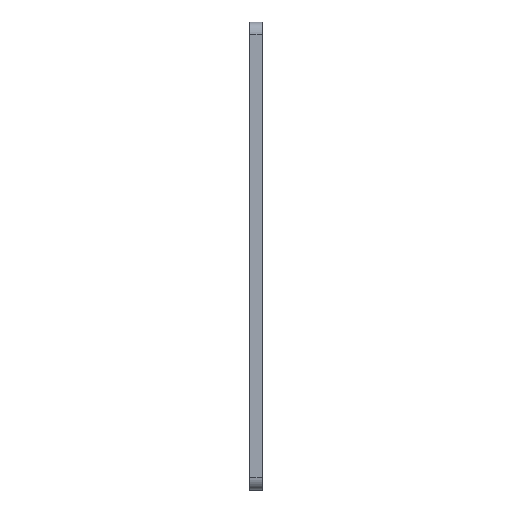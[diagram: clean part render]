
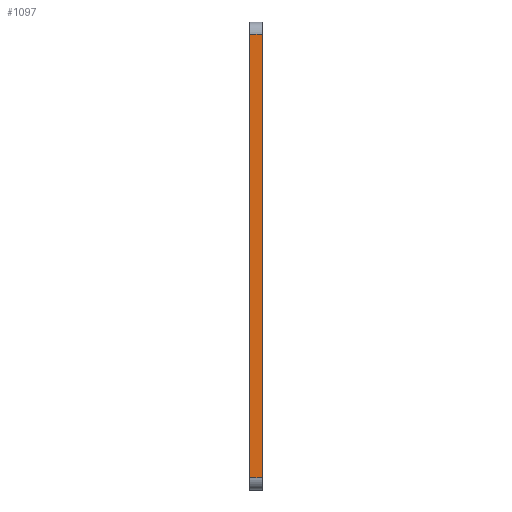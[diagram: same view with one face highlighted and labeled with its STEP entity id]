
A CAD part, left-side view. The second image highlights one B-rep face of the part: STEP entity #1097.
In plain terms, the highlighted planar face has unit normal (-1, 0, 0).
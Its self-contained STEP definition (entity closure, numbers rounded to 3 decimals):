
#41 = CARTESIAN_POINT ( 'NONE',  ( -192.5, 0., -124. ) ) ;
#63 = DIRECTION ( 'NONE',  ( 0., 0., -1. ) ) ;
#143 = ORIENTED_EDGE ( 'NONE', *, *, #1359, .T. ) ;
#191 = AXIS2_PLACEMENT_3D ( 'NONE', #368, #1132, #63 ) ;
#368 = CARTESIAN_POINT ( 'NONE',  ( -192.5, 6.35, 100. ) ) ;
#476 = DIRECTION ( 'NONE',  ( 0., 0., 1. ) ) ;
#560 = ORIENTED_EDGE ( 'NONE', *, *, #2775, .F. ) ;
#819 = LINE ( 'NONE', #3693, #2246 ) ;
#909 = CARTESIAN_POINT ( 'NONE',  ( -192.5, 0., 94. ) ) ;
#1060 = CARTESIAN_POINT ( 'NONE',  ( -192.5, 6.35, -124. ) ) ;
#1097 = ADVANCED_FACE ( 'NONE', ( #3632 ), #2874, .F. ) ;
#1132 = DIRECTION ( 'NONE',  ( 1., 0., 0. ) ) ;
#1221 = EDGE_CURVE ( 'NONE', #1850, #1569, #2636, .T. ) ;
#1272 = VECTOR ( 'NONE', #476, 1000. ) ;
#1359 = EDGE_CURVE ( 'NONE', #2640, #1850, #3963, .T. ) ;
#1365 = CARTESIAN_POINT ( 'NONE',  ( -192.5, 6.35, 94. ) ) ;
#1380 = DIRECTION ( 'NONE',  ( 0., 1., 0. ) ) ;
#1569 = VERTEX_POINT ( 'NONE', #1365 ) ;
#1850 = VERTEX_POINT ( 'NONE', #909 ) ;
#1872 = VECTOR ( 'NONE', #1380, 1000. ) ;
#1910 = ORIENTED_EDGE ( 'NONE', *, *, #2380, .T. ) ;
#2036 = CARTESIAN_POINT ( 'NONE',  ( -192.5, 6.35, 94. ) ) ;
#2154 = VERTEX_POINT ( 'NONE', #1060 ) ;
#2234 = EDGE_LOOP ( 'NONE', ( #143, #3176, #560, #1910 ) ) ;
#2246 = VECTOR ( 'NONE', #3287, 1000. ) ;
#2271 = CARTESIAN_POINT ( 'NONE',  ( -192.5, 0., -124. ) ) ;
#2380 = EDGE_CURVE ( 'NONE', #2154, #2640, #3897, .T. ) ;
#2636 = LINE ( 'NONE', #2036, #1872 ) ;
#2640 = VERTEX_POINT ( 'NONE', #41 ) ;
#2775 = EDGE_CURVE ( 'NONE', #2154, #1569, #819, .T. ) ;
#2874 = PLANE ( 'NONE',  #191 ) ;
#2895 = CARTESIAN_POINT ( 'NONE',  ( -192.5, 0., 100. ) ) ;
#2970 = VECTOR ( 'NONE', #4374, 1000. ) ;
#3176 = ORIENTED_EDGE ( 'NONE', *, *, #1221, .T. ) ;
#3287 = DIRECTION ( 'NONE',  ( 0., 0., 1. ) ) ;
#3632 = FACE_OUTER_BOUND ( 'NONE', #2234, .T. ) ;
#3693 = CARTESIAN_POINT ( 'NONE',  ( -192.5, 6.35, 100. ) ) ;
#3897 = LINE ( 'NONE', #2271, #2970 ) ;
#3963 = LINE ( 'NONE', #2895, #1272 ) ;
#4374 = DIRECTION ( 'NONE',  ( 0., -1., 0. ) ) ;
